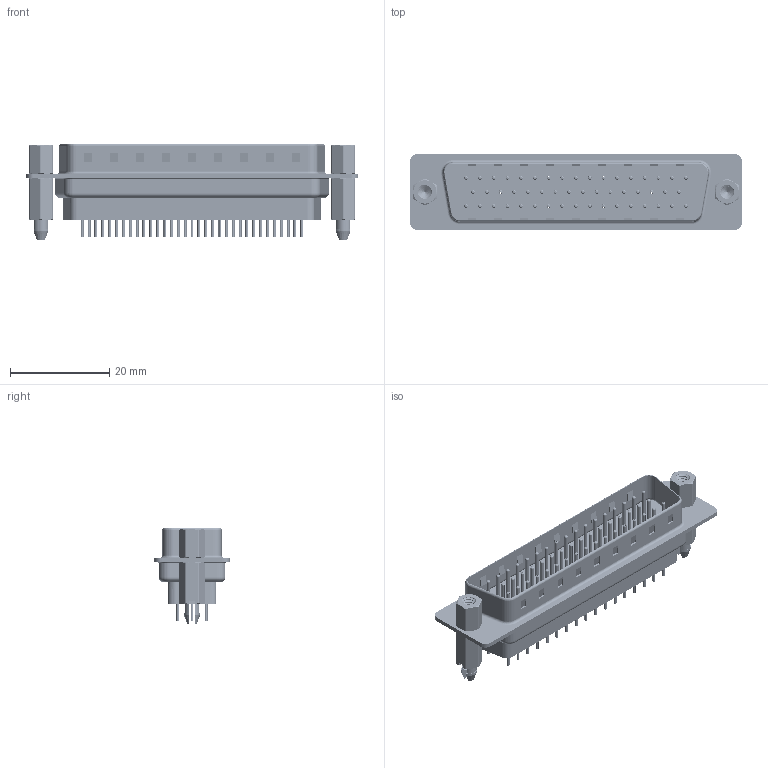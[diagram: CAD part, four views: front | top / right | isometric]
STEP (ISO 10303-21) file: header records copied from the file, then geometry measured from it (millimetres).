
FILE_DESCRIPTION (( 'STEP AP203' ), '1' );
FILE_NAME ('627-050-228-047.STEP', '2020-07-21T18:15:55', ( '' ), ( '' ), 'SwSTEP 2.0', 'SolidWorks 2020', '' );
FILE_SCHEMA (( 'CONFIG_CONTROL_DESIGN' ));
Length unit declared in the file: millimetre
Products named in the file (9): 627 Shell Rear_50 Contacts; 627 Contact Row 1_28L; 627 Housing_50 FF; 627 Contact Row 2_28L; 627 Contact Row 3_28L; 627-050-228-047; 627 Shell Front_50 Contacts; 627 4-40 Threaded Boardlock_FF; 627 4-40 Hex Standoff
Assembly tree (57 placements, depth 2):
  627-050-228-047
    627 Housing_50 FF
    627 Shell Front_50 Contacts
    627 Shell Rear_50 Contacts
    627 Contact Row 1_28L  x17
    627 Contact Row 2_28L  x16
    627 Contact Row 3_28L  x17
    627 4-40 Hex Standoff  x2
    627 4-40 Threaded Boardlock_FF  x2
Bounding box: 67 x 15.3 x 19.4 mm (x, y, z)
Volume: 5948.1 mm3; surface area: 15578.6 mm2
Topology: 58 solids, 58 shells, 5705 faces, 15054 edges, 9374 vertices
Faces by surface type: cylinder 2234, plane 1463, torus 1406, cone 536, bspline 66
Entity records: 61023 total; most frequent: CARTESIAN_POINT 26111, DIRECTION 7133, ORIENTED_EDGE 6632, EDGE_CURVE 3316, AXIS2_PLACEMENT_3D 2854, VERTEX_POINT 2143, EDGE_LOOP 1661, CIRCLE 1526
